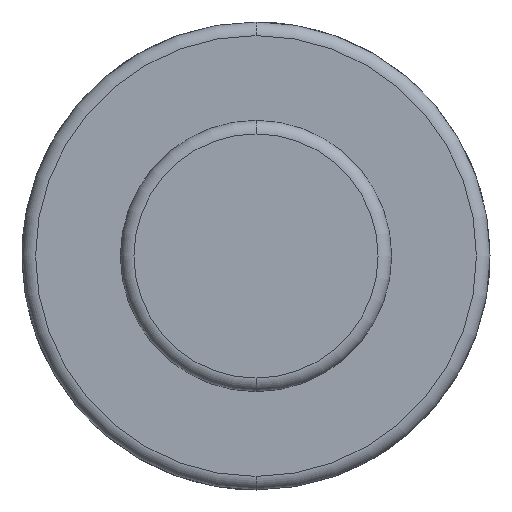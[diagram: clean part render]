
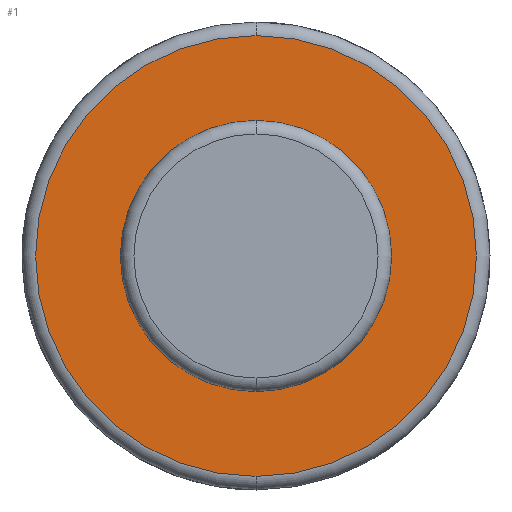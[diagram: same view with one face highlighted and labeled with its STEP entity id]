
A CAD part, front view. The second image highlights one B-rep face of the part: STEP entity #1.
In plain terms, the highlighted planar face has unit normal (0, -1, 0).
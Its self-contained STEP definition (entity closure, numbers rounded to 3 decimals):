
#1 = ADVANCED_FACE ( 'NONE', ( #498, #260 ), #510, .T. ) ;
#6 = DIRECTION ( 'NONE',  ( 0., -1., 0. ) ) ;
#11 = EDGE_LOOP ( 'NONE', ( #620, #622 ) ) ;
#46 = DIRECTION ( 'NONE',  ( 0., 0., -1. ) ) ;
#57 = VERTEX_POINT ( 'NONE', #578 ) ;
#79 = DIRECTION ( 'NONE',  ( 0., -1., 0. ) ) ;
#100 = AXIS2_PLACEMENT_3D ( 'NONE', #585, #6, #457 ) ;
#134 = CARTESIAN_POINT ( 'NONE',  ( 0., -1.3, 0. ) ) ;
#173 = CIRCLE ( 'NONE', #300, 1.625 ) ;
#217 = CARTESIAN_POINT ( 'NONE',  ( 0., -1.3, -1.625 ) ) ;
#236 = CARTESIAN_POINT ( 'NONE',  ( 0., -1.3, 0. ) ) ;
#260 = FACE_BOUND ( 'NONE', #11, .T. ) ;
#262 = DIRECTION ( 'NONE',  ( 0., -1., 0. ) ) ;
#282 = EDGE_LOOP ( 'NONE', ( #364, #355 ) ) ;
#288 = CARTESIAN_POINT ( 'NONE',  ( 0., -1.3, -1. ) ) ;
#300 = AXIS2_PLACEMENT_3D ( 'NONE', #134, #79, #720 ) ;
#320 = CIRCLE ( 'NONE', #370, 1.625 ) ;
#326 = CARTESIAN_POINT ( 'NONE',  ( 0., -1.3, 0. ) ) ;
#339 = AXIS2_PLACEMENT_3D ( 'NONE', #816, #633, #555 ) ;
#353 = VERTEX_POINT ( 'NONE', #217 ) ;
#355 = ORIENTED_EDGE ( 'NONE', *, *, #545, .T. ) ;
#364 = ORIENTED_EDGE ( 'NONE', *, *, #531, .T. ) ;
#370 = AXIS2_PLACEMENT_3D ( 'NONE', #326, #262, #711 ) ;
#383 = VERTEX_POINT ( 'NONE', #288 ) ;
#419 = EDGE_CURVE ( 'NONE', #785, #383, #606, .T. ) ;
#423 = CARTESIAN_POINT ( 'NONE',  ( 0., -1.3, 1. ) ) ;
#457 = DIRECTION ( 'NONE',  ( 0., 0., -1. ) ) ;
#466 = AXIS2_PLACEMENT_3D ( 'NONE', #236, #496, #46 ) ;
#496 = DIRECTION ( 'NONE',  ( 0., -1., 0. ) ) ;
#498 = FACE_OUTER_BOUND ( 'NONE', #282, .T. ) ;
#510 = PLANE ( 'NONE',  #100 ) ;
#531 = EDGE_CURVE ( 'NONE', #353, #57, #320, .T. ) ;
#545 = EDGE_CURVE ( 'NONE', #57, #353, #173, .T. ) ;
#555 = DIRECTION ( 'NONE',  ( 0., 0., -1. ) ) ;
#578 = CARTESIAN_POINT ( 'NONE',  ( 0., -1.3, 1.625 ) ) ;
#585 = CARTESIAN_POINT ( 'NONE',  ( 0., -1.3, -1.725 ) ) ;
#606 = CIRCLE ( 'NONE', #466, 1. ) ;
#620 = ORIENTED_EDGE ( 'NONE', *, *, #806, .F. ) ;
#622 = ORIENTED_EDGE ( 'NONE', *, *, #419, .F. ) ;
#633 = DIRECTION ( 'NONE',  ( 0., -1., 0. ) ) ;
#711 = DIRECTION ( 'NONE',  ( 0., 0., -1. ) ) ;
#720 = DIRECTION ( 'NONE',  ( 0., 0., -1. ) ) ;
#755 = CIRCLE ( 'NONE', #339, 1. ) ;
#785 = VERTEX_POINT ( 'NONE', #423 ) ;
#806 = EDGE_CURVE ( 'NONE', #383, #785, #755, .T. ) ;
#816 = CARTESIAN_POINT ( 'NONE',  ( 0., -1.3, 0. ) ) ;
